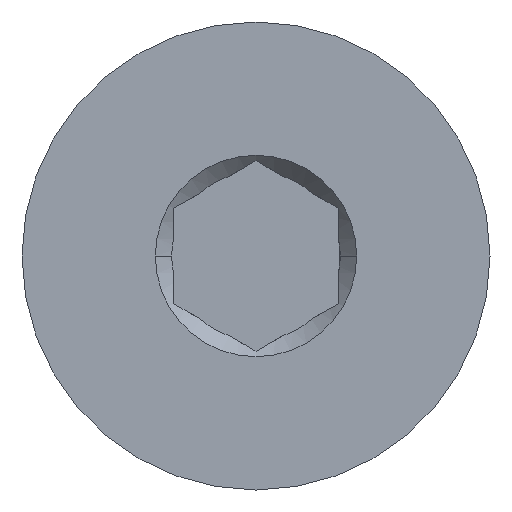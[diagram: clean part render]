
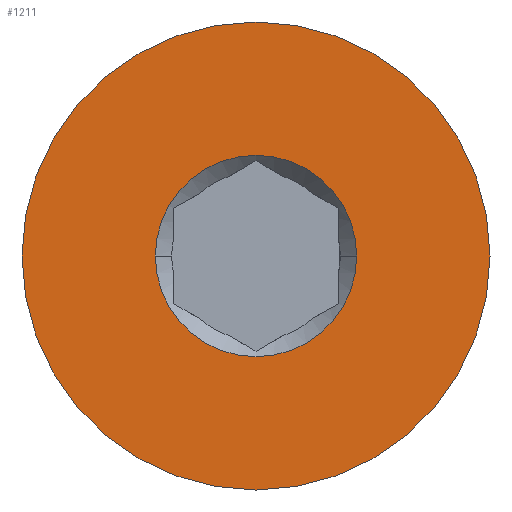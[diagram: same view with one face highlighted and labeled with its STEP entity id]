
A CAD part, left-side view. The second image highlights one B-rep face of the part: STEP entity #1211.
In plain terms, the highlighted planar face has unit normal (-1, 0, 0).
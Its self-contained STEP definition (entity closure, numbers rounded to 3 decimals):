
#372 = CARTESIAN_POINT ( 'NONE',  ( -21.527, 0., 0. ) ) ;
#779 = DIRECTION ( 'NONE',  ( 0., 1., 0. ) ) ;
#818 = FACE_BOUND ( 'NONE', #2866, .T. ) ;
#901 = CARTESIAN_POINT ( 'NONE',  ( -21.527, 0., 0. ) ) ;
#975 = CARTESIAN_POINT ( 'NONE',  ( -21.527, 3.05, 0. ) ) ;
#1021 = EDGE_CURVE ( 'NONE', #3519, #5329, #5173, .T. ) ;
#1088 = CARTESIAN_POINT ( 'NONE',  ( -21.527, 7.09, 0. ) ) ;
#1211 = ADVANCED_FACE ( 'NONE', ( #818, #2610 ), #5688, .F. ) ;
#1253 = CARTESIAN_POINT ( 'NONE',  ( -21.527, 0., 0. ) ) ;
#1512 = ORIENTED_EDGE ( 'NONE', *, *, #1021, .T. ) ;
#1725 = DIRECTION ( 'NONE',  ( -1., 0., 0. ) ) ;
#1737 = DIRECTION ( 'NONE',  ( -1., 0., 0. ) ) ;
#1763 = AXIS2_PLACEMENT_3D ( 'NONE', #901, #3690, #5503 ) ;
#1897 = AXIS2_PLACEMENT_3D ( 'NONE', #1253, #1737, #4369 ) ;
#1946 = CARTESIAN_POINT ( 'NONE',  ( -21.527, 0., 0. ) ) ;
#2116 = CARTESIAN_POINT ( 'NONE',  ( -21.527, 0., 0. ) ) ;
#2205 = CIRCLE ( 'NONE', #2572, 3.05 ) ;
#2351 = AXIS2_PLACEMENT_3D ( 'NONE', #2116, #1725, #779 ) ;
#2572 = AXIS2_PLACEMENT_3D ( 'NONE', #1946, #4995, #5479 ) ;
#2595 = DIRECTION ( 'NONE',  ( 1., 0., 0. ) ) ;
#2610 = FACE_OUTER_BOUND ( 'NONE', #5048, .T. ) ;
#2866 = EDGE_LOOP ( 'NONE', ( #5441, #4857 ) ) ;
#2961 = VERTEX_POINT ( 'NONE', #5290 ) ;
#2992 = EDGE_CURVE ( 'NONE', #2961, #4422, #3196, .T. ) ;
#3103 = CIRCLE ( 'NONE', #2351, 7.09 ) ;
#3196 = CIRCLE ( 'NONE', #1897, 3.05 ) ;
#3519 = VERTEX_POINT ( 'NONE', #1088 ) ;
#3605 = CARTESIAN_POINT ( 'NONE',  ( -21.527, -7.09, 0. ) ) ;
#3690 = DIRECTION ( 'NONE',  ( -1., 0., 0. ) ) ;
#3701 = EDGE_CURVE ( 'NONE', #5329, #3519, #3103, .T. ) ;
#3933 = EDGE_CURVE ( 'NONE', #4422, #2961, #2205, .T. ) ;
#4268 = ORIENTED_EDGE ( 'NONE', *, *, #3701, .T. ) ;
#4369 = DIRECTION ( 'NONE',  ( 0., 1., 0. ) ) ;
#4422 = VERTEX_POINT ( 'NONE', #975 ) ;
#4820 = DIRECTION ( 'NONE',  ( 0., -1., 0. ) ) ;
#4857 = ORIENTED_EDGE ( 'NONE', *, *, #2992, .F. ) ;
#4995 = DIRECTION ( 'NONE',  ( -1., 0., 0. ) ) ;
#5048 = EDGE_LOOP ( 'NONE', ( #1512, #4268 ) ) ;
#5173 = CIRCLE ( 'NONE', #1763, 7.09 ) ;
#5290 = CARTESIAN_POINT ( 'NONE',  ( -21.527, -3.05, 0. ) ) ;
#5318 = AXIS2_PLACEMENT_3D ( 'NONE', #372, #2595, #4820 ) ;
#5329 = VERTEX_POINT ( 'NONE', #3605 ) ;
#5441 = ORIENTED_EDGE ( 'NONE', *, *, #3933, .F. ) ;
#5479 = DIRECTION ( 'NONE',  ( 0., 1., 0. ) ) ;
#5503 = DIRECTION ( 'NONE',  ( 0., 1., 0. ) ) ;
#5688 = PLANE ( 'NONE',  #5318 ) ;
